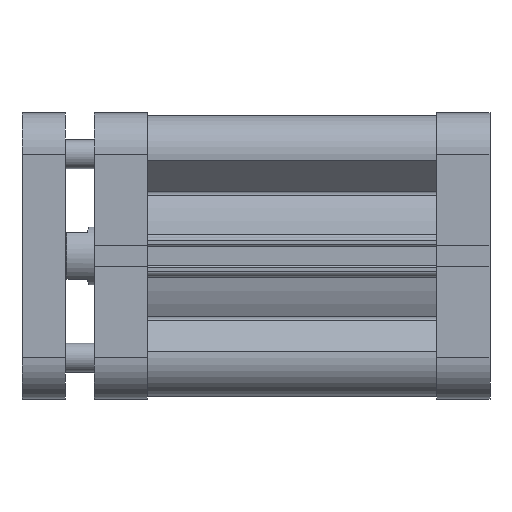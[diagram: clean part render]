
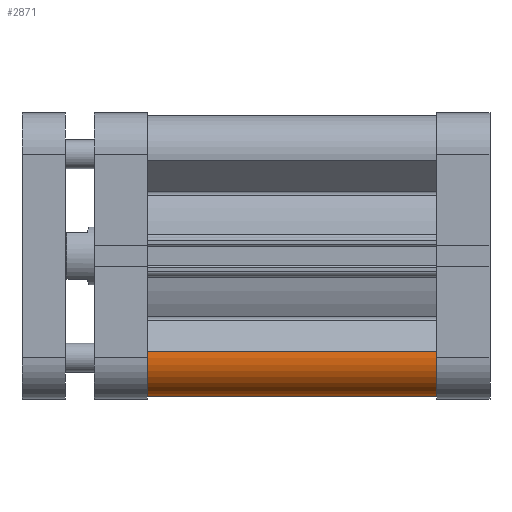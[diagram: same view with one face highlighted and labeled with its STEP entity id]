
A CAD part, front view. The second image highlights one B-rep face of the part: STEP entity #2871.
In plain terms, the highlighted cylindrical face has radius 10.75 mm (diameter 21.5 mm), a partial arc.
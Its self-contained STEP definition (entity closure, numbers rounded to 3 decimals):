
#30 = VERTEX_POINT ( 'NONE', #9523 ) ;
#31 = VERTEX_POINT ( 'NONE', #9268 ) ;
#32 = VERTEX_POINT ( 'NONE', #9633 ) ;
#37 = VERTEX_POINT ( 'NONE', #9482 ) ;
#1332 = EDGE_CURVE ( 'NONE', #32, #30, #8984, .T. ) ;
#1336 = EDGE_CURVE ( 'NONE', #32, #31, #8993, .T. ) ;
#1373 = EDGE_CURVE ( 'NONE', #31, #37, #9046, .T. ) ;
#1398 = EDGE_CURVE ( 'NONE', #30, #37, #9082, .T. ) ;
#1594 = ORIENTED_EDGE ( 'NONE', *, *, #1373, .F. ) ;
#1595 = ORIENTED_EDGE ( 'NONE', *, *, #1398, .T. ) ;
#1596 = ORIENTED_EDGE ( 'NONE', *, *, #1332, .T. ) ;
#1597 = ORIENTED_EDGE ( 'NONE', *, *, #1336, .F. ) ;
#2871 = ADVANCED_FACE ( 'NONE', ( #5150 ), #5153, .T. ) ;
#3743 = CARTESIAN_POINT ( 'NONE',  ( -39., -28.25, 80.5 ) ) ;
#3744 = DIRECTION ( 'NONE',  ( 0., 0., -1. ) ) ;
#3746 = CARTESIAN_POINT ( 'NONE',  ( -28.25, -28.25, 80.5 ) ) ;
#3754 = DIRECTION ( 'NONE',  ( 0., 0., 1. ) ) ;
#3755 = DIRECTION ( 'NONE',  ( -1., 0., 0. ) ) ;
#3835 = CARTESIAN_POINT ( 'NONE',  ( -26.479, -38.853, 80.5 ) ) ;
#3846 = DIRECTION ( 'NONE',  ( 0., 0., -1. ) ) ;
#3909 = CARTESIAN_POINT ( 'NONE',  ( -28.25, -28.25, 0. ) ) ;
#3912 = DIRECTION ( 'NONE',  ( 0., 0., 1. ) ) ;
#3913 = DIRECTION ( 'NONE',  ( -1., 0., 0. ) ) ;
#5150 = FACE_OUTER_BOUND ( 'NONE', #10583, .T. ) ;
#5153 = CYLINDRICAL_SURFACE ( 'NONE', #6910, 10.75 ) ;
#5730 = DIRECTION ( 'NONE',  ( -1., 0., 0. ) ) ;
#5731 = DIRECTION ( 'NONE',  ( 0., 0., -1. ) ) ;
#5732 = CARTESIAN_POINT ( 'NONE',  ( -28.25, -28.25, 80.5 ) ) ;
#6545 = AXIS2_PLACEMENT_3D ( 'NONE', #3746, #3754, #3755 ) ;
#6574 = AXIS2_PLACEMENT_3D ( 'NONE', #3909, #3912, #3913 ) ;
#6910 = AXIS2_PLACEMENT_3D ( 'NONE', #5732, #5731, #5730 ) ;
#8984 = LINE ( 'NONE', #3743, #8985 ) ;
#8985 = VECTOR ( 'NONE', #3744, 1000. ) ;
#8993 = CIRCLE ( 'NONE', #6545, 10.75 ) ;
#9046 = LINE ( 'NONE', #3835, #9050 ) ;
#9050 = VECTOR ( 'NONE', #3846, 1000. ) ;
#9082 = CIRCLE ( 'NONE', #6574, 10.75 ) ;
#9268 = CARTESIAN_POINT ( 'NONE',  ( -26.479, -38.853, 80.5 ) ) ;
#9482 = CARTESIAN_POINT ( 'NONE',  ( -26.479, -38.853, 0. ) ) ;
#9523 = CARTESIAN_POINT ( 'NONE',  ( -39., -28.25, 0. ) ) ;
#9633 = CARTESIAN_POINT ( 'NONE',  ( -39., -28.25, 80.5 ) ) ;
#10583 = EDGE_LOOP ( 'NONE', ( #1597, #1596, #1595, #1594 ) ) ;
